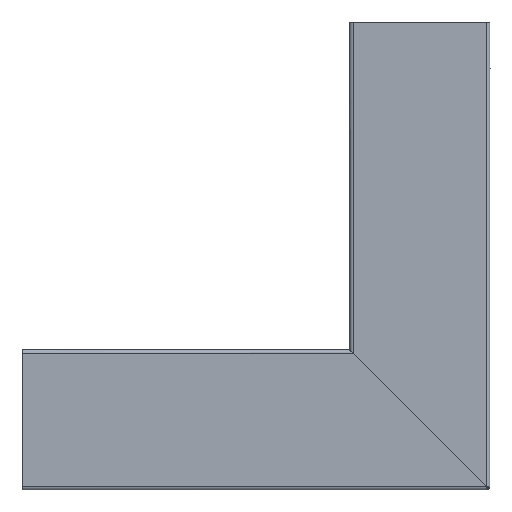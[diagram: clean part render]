
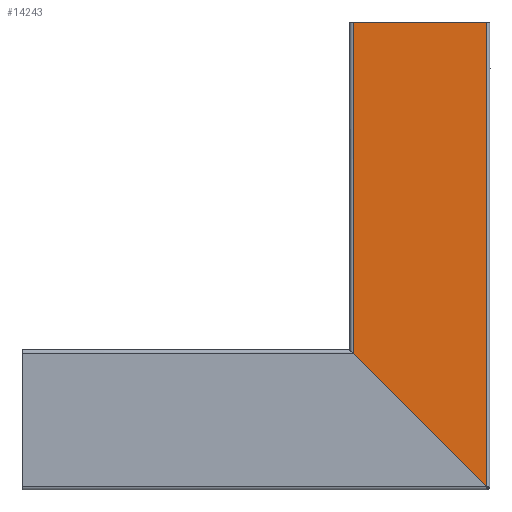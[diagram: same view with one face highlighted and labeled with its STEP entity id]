
A CAD part, left-side view. The second image highlights one B-rep face of the part: STEP entity #14243.
In plain terms, the highlighted face is planar.
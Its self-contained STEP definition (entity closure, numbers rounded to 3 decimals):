
#343 = EDGE_CURVE ( 'NONE', #11922, #9597, #15940, .T. ) ;
#782 = LINE ( 'NONE', #16758, #4310 ) ;
#1695 = CARTESIAN_POINT ( 'NONE',  ( 1026.796, 67.777, -1679.728 ) ) ;
#3025 = DIRECTION ( 'NONE',  ( -1., 0., 0. ) ) ;
#3585 = LINE ( 'NONE', #12451, #10163 ) ;
#3839 = CARTESIAN_POINT ( 'NONE',  ( 968.346, 67.777, -1891.139 ) ) ;
#3848 = AXIS2_PLACEMENT_3D ( 'NONE', #1695, #10889, #3025 ) ;
#3850 = EDGE_CURVE ( 'NONE', #8397, #11922, #782, .T. ) ;
#4304 = CARTESIAN_POINT ( 'NONE',  ( 1025.246, 67.777, -1692.629 ) ) ;
#4310 = VECTOR ( 'NONE', #7572, 1000. ) ;
#4345 = FACE_OUTER_BOUND ( 'NONE', #10570, .T. ) ;
#6312 = CARTESIAN_POINT ( 'NONE',  ( 968.346, 67.777, -1891.139 ) ) ;
#6448 = ORIENTED_EDGE ( 'NONE', *, *, #3850, .F. ) ;
#7207 = EDGE_CURVE ( 'NONE', #9178, #9597, #12054, .T. ) ;
#7572 = DIRECTION ( 'NONE',  ( -1., 0., 0. ) ) ;
#8397 = VERTEX_POINT ( 'NONE', #4304 ) ;
#8566 = VECTOR ( 'NONE', #12070, 1000. ) ;
#9058 = DIRECTION ( 'NONE',  ( 0., 0., -1. ) ) ;
#9178 = VERTEX_POINT ( 'NONE', #10283 ) ;
#9452 = CARTESIAN_POINT ( 'NONE',  ( 1068.518, 67.777, -1790.968 ) ) ;
#9597 = VERTEX_POINT ( 'NONE', #3839 ) ;
#10163 = VECTOR ( 'NONE', #9058, 1000. ) ;
#10283 = CARTESIAN_POINT ( 'NONE',  ( 1025.246, 67.777, -1834.239 ) ) ;
#10570 = EDGE_LOOP ( 'NONE', ( #6448, #12751, #15726, #12702 ) ) ;
#10837 = PLANE ( 'NONE',  #3848 ) ;
#10889 = DIRECTION ( 'NONE',  ( 0., 1., 0. ) ) ;
#11698 = EDGE_CURVE ( 'NONE', #8397, #9178, #3585, .T. ) ;
#11922 = VERTEX_POINT ( 'NONE', #12771 ) ;
#12054 = LINE ( 'NONE', #9452, #8566 ) ;
#12070 = DIRECTION ( 'NONE',  ( -0.707, 0., -0.707 ) ) ;
#12451 = CARTESIAN_POINT ( 'NONE',  ( 1025.246, 67.777, -1679.728 ) ) ;
#12702 = ORIENTED_EDGE ( 'NONE', *, *, #343, .F. ) ;
#12751 = ORIENTED_EDGE ( 'NONE', *, *, #11698, .T. ) ;
#12771 = CARTESIAN_POINT ( 'NONE',  ( 968.346, 67.777, -1692.629 ) ) ;
#14167 = DIRECTION ( 'NONE',  ( 0., 0., -1. ) ) ;
#14243 = ADVANCED_FACE ( 'NONE', ( #4345 ), #10837, .T. ) ;
#15503 = VECTOR ( 'NONE', #14167, 1000. ) ;
#15726 = ORIENTED_EDGE ( 'NONE', *, *, #7207, .T. ) ;
#15940 = LINE ( 'NONE', #6312, #15503 ) ;
#16758 = CARTESIAN_POINT ( 'NONE',  ( 849.819, 67.777, -1692.629 ) ) ;
